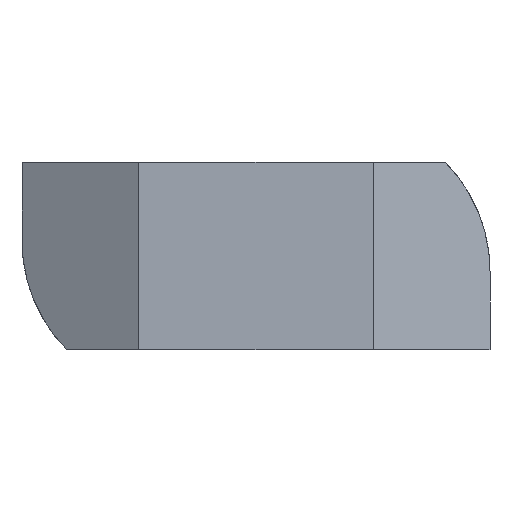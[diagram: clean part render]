
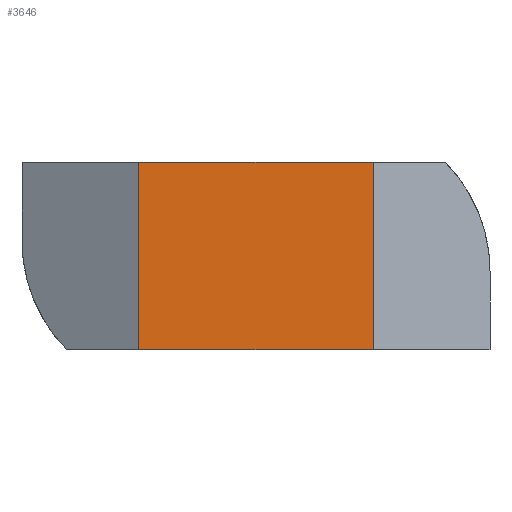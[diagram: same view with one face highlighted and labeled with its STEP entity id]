
A CAD part, front view. The second image highlights one B-rep face of the part: STEP entity #3646.
In plain terms, the highlighted planar face has unit normal (0, -1, 0).
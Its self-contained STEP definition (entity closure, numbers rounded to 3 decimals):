
#97 = AXIS2_PLACEMENT_3D ( 'NONE', #2320, #2362, #3285 ) ;
#411 = EDGE_CURVE ( 'NONE', #3284, #4673, #2585, .T. ) ;
#755 = CARTESIAN_POINT ( 'NONE',  ( 3.75, 0., -6. ) ) ;
#830 = EDGE_CURVE ( 'NONE', #5320, #1964, #3135, .T. ) ;
#1292 = DIRECTION ( 'NONE',  ( 1., 0., 0. ) ) ;
#1363 = ORIENTED_EDGE ( 'NONE', *, *, #411, .T. ) ;
#1470 = CARTESIAN_POINT ( 'NONE',  ( -3.75, 0., -6. ) ) ;
#1694 = VECTOR ( 'NONE', #4076, 1000. ) ;
#1729 = DIRECTION ( 'NONE',  ( 0., 0., 1. ) ) ;
#1763 = LINE ( 'NONE', #6017, #1694 ) ;
#1964 = VERTEX_POINT ( 'NONE', #2590 ) ;
#2273 = DIRECTION ( 'NONE',  ( 0., 0., 1. ) ) ;
#2320 = CARTESIAN_POINT ( 'NONE',  ( 3.75, 0., -6. ) ) ;
#2362 = DIRECTION ( 'NONE',  ( 0., -1., 0. ) ) ;
#2585 = LINE ( 'NONE', #2757, #6100 ) ;
#2590 = CARTESIAN_POINT ( 'NONE',  ( -3.75, 0., 0. ) ) ;
#2745 = CARTESIAN_POINT ( 'NONE',  ( -3.75, 0., -6. ) ) ;
#2757 = CARTESIAN_POINT ( 'NONE',  ( 3.75, 0., -6. ) ) ;
#2855 = LINE ( 'NONE', #5738, #5998 ) ;
#3135 = LINE ( 'NONE', #1470, #3345 ) ;
#3284 = VERTEX_POINT ( 'NONE', #755 ) ;
#3285 = DIRECTION ( 'NONE',  ( 1., 0., 0. ) ) ;
#3345 = VECTOR ( 'NONE', #1729, 1000. ) ;
#3646 = ADVANCED_FACE ( 'NONE', ( #3781 ), #4748, .T. ) ;
#3781 = FACE_OUTER_BOUND ( 'NONE', #4685, .T. ) ;
#4076 = DIRECTION ( 'NONE',  ( 1., 0., 0. ) ) ;
#4316 = ORIENTED_EDGE ( 'NONE', *, *, #830, .F. ) ;
#4673 = VERTEX_POINT ( 'NONE', #5202 ) ;
#4685 = EDGE_LOOP ( 'NONE', ( #5177, #4316, #5979, #1363 ) ) ;
#4748 = PLANE ( 'NONE',  #97 ) ;
#5177 = ORIENTED_EDGE ( 'NONE', *, *, #5276, .F. ) ;
#5202 = CARTESIAN_POINT ( 'NONE',  ( 3.75, 0., 0. ) ) ;
#5276 = EDGE_CURVE ( 'NONE', #1964, #4673, #2855, .T. ) ;
#5320 = VERTEX_POINT ( 'NONE', #2745 ) ;
#5660 = EDGE_CURVE ( 'NONE', #5320, #3284, #1763, .T. ) ;
#5738 = CARTESIAN_POINT ( 'NONE',  ( 3.75, 0., 0. ) ) ;
#5979 = ORIENTED_EDGE ( 'NONE', *, *, #5660, .T. ) ;
#5998 = VECTOR ( 'NONE', #1292, 1000. ) ;
#6017 = CARTESIAN_POINT ( 'NONE',  ( 3.75, 0., -6. ) ) ;
#6100 = VECTOR ( 'NONE', #2273, 1000. ) ;
